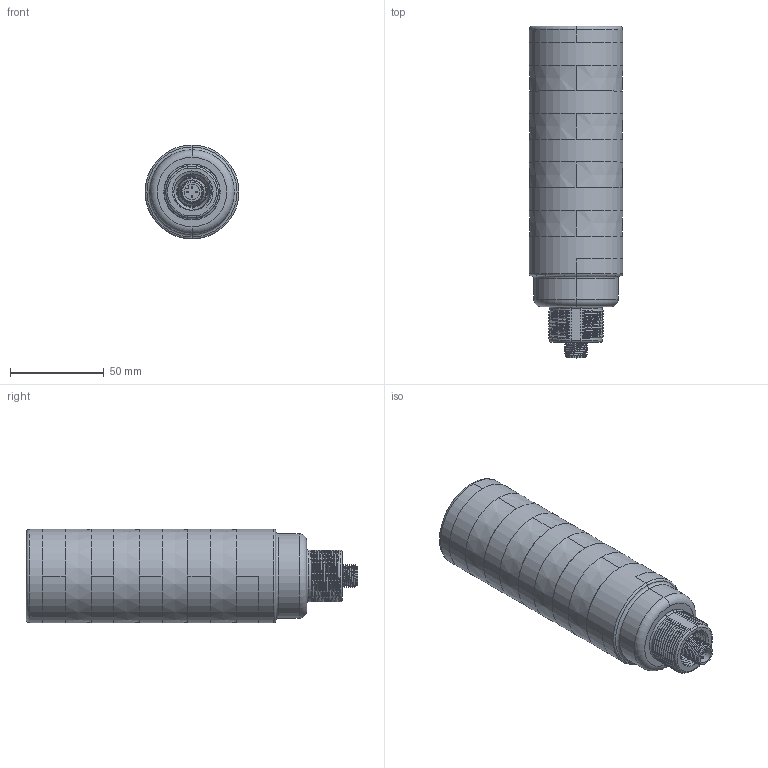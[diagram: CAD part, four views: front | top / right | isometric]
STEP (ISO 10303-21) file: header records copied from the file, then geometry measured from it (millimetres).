
FILE_DESCRIPTION((''),'2;1');
FILE_NAME('166577_SM01_ASM','2025-06-04T10:34:16',('banengservice'),('BANNER ENGINEERING'),'CREO PARAMETRIC BY PTC INC, 2022414','CREO PARAMETRIC BY PTC INC, 2022414','');
FILE_SCHEMA(('CONFIG_CONTROL_DESIGN'));
Length unit declared in the file: millimetre
Products named in the file (2): 166577_EP01; 166577_SM01_ASM
Assembly tree (1 placements, depth 2):
  166577_SM01_ASM
    166577_EP01
Bounding box: 50 x 176.75 x 50 mm (x, y, z)
Volume: 295594.1 mm3; surface area: 32248.6 mm2
Topology: 1 solids, 1 shells, 242 faces, 630 edges, 404 vertices
Faces by surface type: cylinder 94, bspline 88, plane 29, cone 17, torus 14
Entity records: 17180 total; most frequent: CARTESIAN_POINT 11847, ORIENTED_EDGE 1260, DIRECTION 837, EDGE_CURVE 630, VERTEX_POINT 404, AXIS2_PLACEMENT_3D 312, B_SPLINE_CURVE_WITH_KNOTS 262, EDGE_LOOP 256
